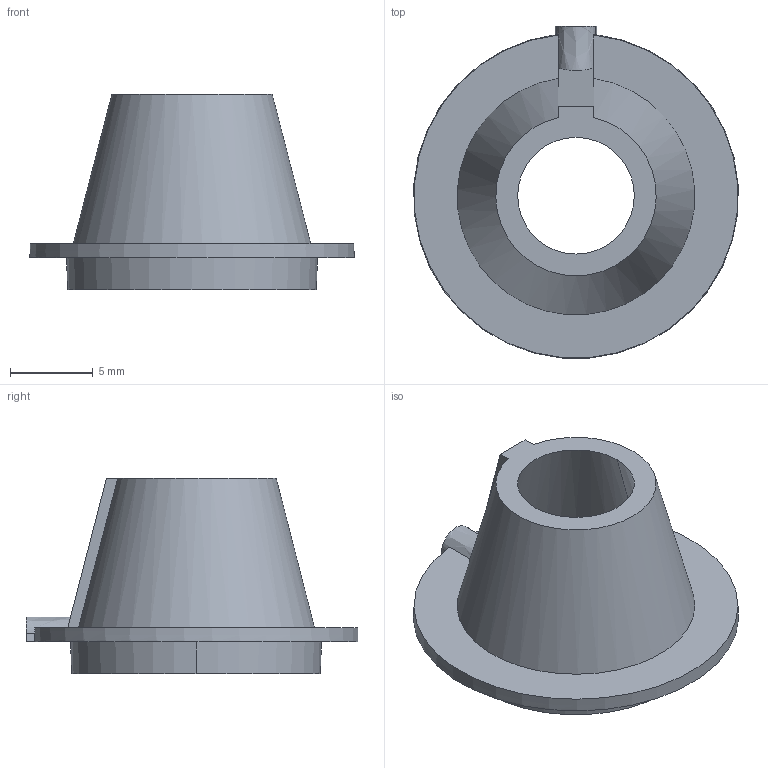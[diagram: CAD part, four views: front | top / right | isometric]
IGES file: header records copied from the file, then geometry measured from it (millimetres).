
Start section:  PTC IGES file: 60541.igs
Global section: file name: 60541.igs; native system: Pro/ENGINEER by Parametric Technology Corporation; preprocessor: 2010280; author: CaseA; organization: Unknown; date: 20120927.093452; units: millimetre
Bounding box: 19.66 x 20.11 x 11.83 mm (x, y, z)
Surface area: 1245.2 mm2 (no closed solid volume)
Topology: 0 solids, 0 shells, 17 faces, 80 edges, 80 vertices
Faces by surface type: bspline 10, revolution 7
